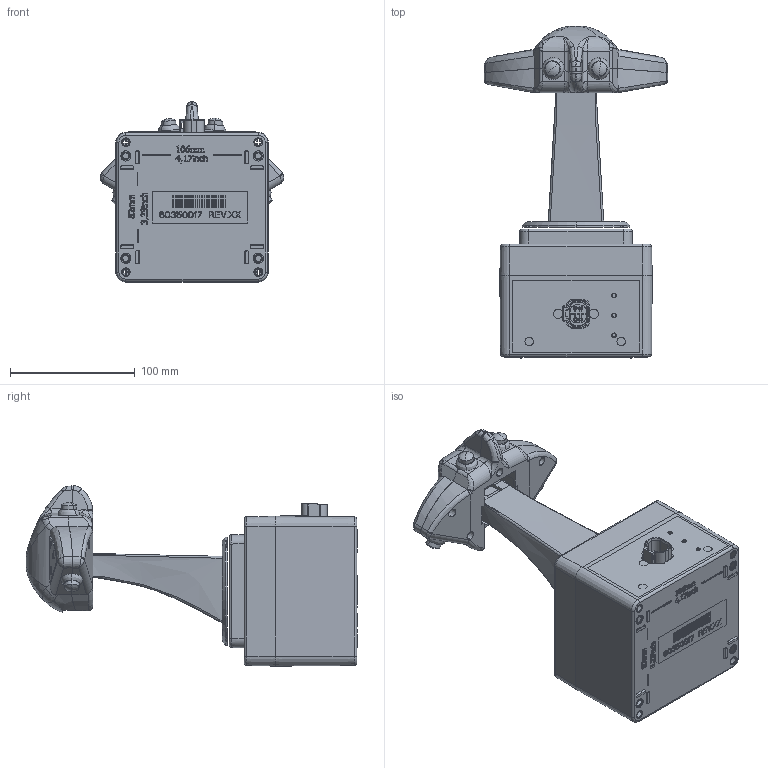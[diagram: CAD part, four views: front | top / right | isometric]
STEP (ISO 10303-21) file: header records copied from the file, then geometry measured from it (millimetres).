
FILE_DESCRIPTION((''),'2;1');
FILE_NAME('D47508_SW0001','2017-09-07T',('mhart'),(''),'CREO PARAMETRIC BY PTC INC, 2015290','CREO PARAMETRIC BY PTC INC, 2015290','');
FILE_SCHEMA(('CONFIG_CONTROL_DESIGN'));
Products named in the file (1): D47508_SW0001
Bounding box: 146.87 x 265.65 x 144.3 mm (x, y, z)
Surface area: 165822.5 mm2 (no closed solid volume)
Topology: 0 solids, 155 shells, 710 faces, 4857 edges, 4229 vertices
Faces by surface type: plane 340, cylinder 131, cone 96, bspline 88, torus 33, sphere 20, extrusion 2
Entity records: 60354 total; most frequent: CARTESIAN_POINT 23057, ORIENTED_EDGE 6000, DIRECTION 5664, EDGE_CURVE 4840, VERTEX_POINT 4229, VECTOR 2686, LINE 2684, AXIS2_PLACEMENT_3D 1489
